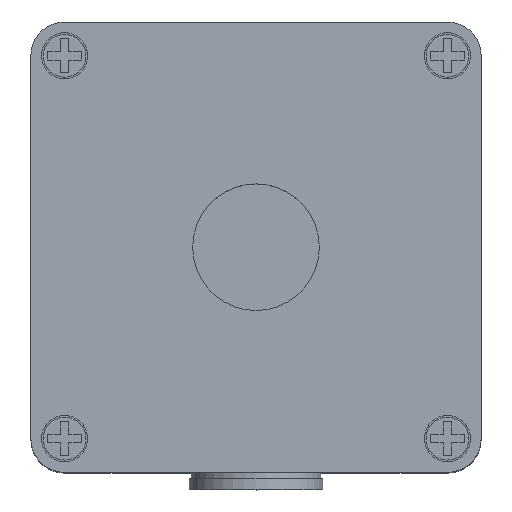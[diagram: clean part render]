
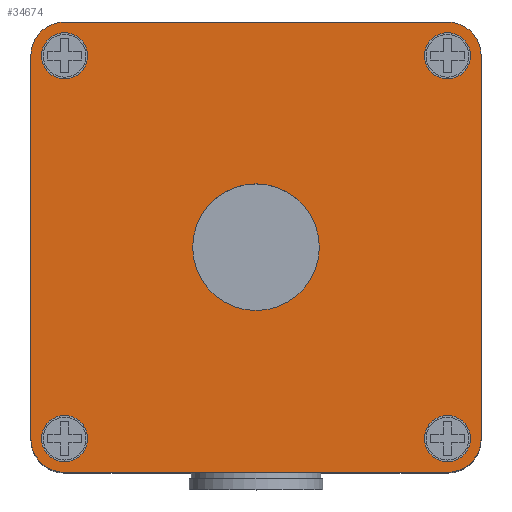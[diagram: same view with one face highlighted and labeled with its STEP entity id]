
A CAD part, top view. The second image highlights one B-rep face of the part: STEP entity #34674.
In plain terms, the highlighted planar face has unit normal (0, 0, 1).
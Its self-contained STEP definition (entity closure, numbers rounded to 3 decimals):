
#33337=CARTESIAN_POINT('',(6.,74.,6.));
#33338=DIRECTION('',(0.,0.,1.));
#33339=DIRECTION('',(0.,1.,0.));
#33340=AXIS2_PLACEMENT_3D('',#33337,#33338,#33339);
#33342=DIRECTION('',(-1.,0.,0.));
#33343=VECTOR('',#33342,68.);
#33344=CARTESIAN_POINT('',(74.,80.,6.));
#33345=LINE('',#33344,#33343);
#33346=CARTESIAN_POINT('',(74.,74.,6.));
#33347=DIRECTION('',(0.,0.,1.));
#33348=DIRECTION('',(1.,0.,0.));
#33349=AXIS2_PLACEMENT_3D('',#33346,#33347,#33348);
#33351=DIRECTION('',(0.,1.,0.));
#33352=VECTOR('',#33351,68.);
#33353=CARTESIAN_POINT('',(80.,6.,6.));
#33354=LINE('',#33353,#33352);
#33355=CARTESIAN_POINT('',(74.,6.,6.));
#33356=DIRECTION('',(0.,0.,1.));
#33357=DIRECTION('',(0.,-1.,0.));
#33358=AXIS2_PLACEMENT_3D('',#33355,#33356,#33357);
#33360=DIRECTION('',(1.,0.,0.));
#33361=VECTOR('',#33360,68.);
#33362=CARTESIAN_POINT('',(6.,0.,6.));
#33363=LINE('',#33362,#33361);
#33364=CARTESIAN_POINT('',(6.,6.,6.));
#33365=DIRECTION('',(0.,0.,1.));
#33366=DIRECTION('',(-1.,0.,0.));
#33367=AXIS2_PLACEMENT_3D('',#33364,#33365,#33366);
#33369=DIRECTION('',(0.,-1.,0.));
#33370=VECTOR('',#33369,68.);
#33371=CARTESIAN_POINT('',(0.,74.,6.));
#33372=LINE('',#33371,#33370);
#33373=CARTESIAN_POINT('',(6.,6.,6.));
#33374=DIRECTION('',(0.,0.,1.));
#33375=DIRECTION('',(1.,0.,0.));
#33376=AXIS2_PLACEMENT_3D('',#33373,#33374,#33375);
#33378=CARTESIAN_POINT('',(6.,6.,6.));
#33379=DIRECTION('',(0.,0.,1.));
#33380=DIRECTION('',(-1.,0.,0.));
#33381=AXIS2_PLACEMENT_3D('',#33378,#33379,#33380);
#33383=CARTESIAN_POINT('',(74.,6.,6.));
#33384=DIRECTION('',(0.,0.,1.));
#33385=DIRECTION('',(1.,0.,0.));
#33386=AXIS2_PLACEMENT_3D('',#33383,#33384,#33385);
#33388=CARTESIAN_POINT('',(74.,6.,6.));
#33389=DIRECTION('',(0.,0.,1.));
#33390=DIRECTION('',(-1.,0.,0.));
#33391=AXIS2_PLACEMENT_3D('',#33388,#33389,#33390);
#33393=CARTESIAN_POINT('',(74.,74.,6.));
#33394=DIRECTION('',(0.,0.,1.));
#33395=DIRECTION('',(1.,0.,0.));
#33396=AXIS2_PLACEMENT_3D('',#33393,#33394,#33395);
#33398=CARTESIAN_POINT('',(74.,74.,6.));
#33399=DIRECTION('',(0.,0.,1.));
#33400=DIRECTION('',(-1.,0.,0.));
#33401=AXIS2_PLACEMENT_3D('',#33398,#33399,#33400);
#33403=CARTESIAN_POINT('',(6.,74.,6.));
#33404=DIRECTION('',(0.,0.,1.));
#33405=DIRECTION('',(1.,0.,0.));
#33406=AXIS2_PLACEMENT_3D('',#33403,#33404,#33405);
#33408=CARTESIAN_POINT('',(6.,74.,6.));
#33409=DIRECTION('',(0.,0.,1.));
#33410=DIRECTION('',(-1.,0.,0.));
#33411=AXIS2_PLACEMENT_3D('',#33408,#33409,#33410);
#33413=CARTESIAN_POINT('',(40.,40.,6.));
#33414=DIRECTION('',(0.,0.,1.));
#33415=DIRECTION('',(1.,0.,0.));
#33416=AXIS2_PLACEMENT_3D('',#33413,#33414,#33415);
#33418=CARTESIAN_POINT('',(40.,40.,6.));
#33419=DIRECTION('',(0.,0.,1.));
#33420=DIRECTION('',(-1.,0.,0.));
#33421=AXIS2_PLACEMENT_3D('',#33418,#33419,#33420);
#34195=CARTESIAN_POINT('',(6.,80.,6.));
#34196=VERTEX_POINT('',#34195);
#34197=CARTESIAN_POINT('',(0.,74.,6.));
#34198=VERTEX_POINT('',#34197);
#34203=CARTESIAN_POINT('',(80.,74.,6.));
#34204=VERTEX_POINT('',#34203);
#34205=CARTESIAN_POINT('',(74.,80.,6.));
#34206=VERTEX_POINT('',#34205);
#34211=CARTESIAN_POINT('',(0.,6.,6.));
#34212=VERTEX_POINT('',#34211);
#34213=CARTESIAN_POINT('',(6.,0.,6.));
#34214=VERTEX_POINT('',#34213);
#34219=CARTESIAN_POINT('',(74.,0.,6.));
#34220=VERTEX_POINT('',#34219);
#34221=CARTESIAN_POINT('',(80.,6.,6.));
#34222=VERTEX_POINT('',#34221);
#34239=CARTESIAN_POINT('',(10.1,6.,6.));
#34240=CARTESIAN_POINT('',(1.9,6.,6.));
#34241=VERTEX_POINT('',#34239);
#34242=VERTEX_POINT('',#34240);
#34243=CARTESIAN_POINT('',(78.1,6.,6.));
#34244=CARTESIAN_POINT('',(69.9,6.,6.));
#34245=VERTEX_POINT('',#34243);
#34246=VERTEX_POINT('',#34244);
#34247=CARTESIAN_POINT('',(78.1,74.,6.));
#34248=CARTESIAN_POINT('',(69.9,74.,6.));
#34249=VERTEX_POINT('',#34247);
#34250=VERTEX_POINT('',#34248);
#34251=CARTESIAN_POINT('',(10.1,74.,6.));
#34252=CARTESIAN_POINT('',(1.9,74.,6.));
#34253=VERTEX_POINT('',#34251);
#34254=VERTEX_POINT('',#34252);
#34479=CARTESIAN_POINT('',(51.25,40.,6.));
#34480=CARTESIAN_POINT('',(28.75,40.,6.));
#34481=VERTEX_POINT('',#34479);
#34482=VERTEX_POINT('',#34480);
#34629=CARTESIAN_POINT('',(0.,0.,6.));
#34630=DIRECTION('',(0.,0.,1.));
#34631=DIRECTION('',(1.,0.,0.));
#34632=AXIS2_PLACEMENT_3D('',#34629,#34630,#34631);
#34633=PLANE('',#34632);
#34634=ORIENTED_EDGE('',*,*,#34525,.F.);
#34635=ORIENTED_EDGE('',*,*,#34541,.F.);
#34636=ORIENTED_EDGE('',*,*,#34554,.F.);
#34637=ORIENTED_EDGE('',*,*,#34569,.F.);
#34638=ORIENTED_EDGE('',*,*,#34582,.F.);
#34639=ORIENTED_EDGE('',*,*,#34595,.F.);
#34640=ORIENTED_EDGE('',*,*,#34610,.F.);
#34641=ORIENTED_EDGE('',*,*,#34622,.F.);
#34642=EDGE_LOOP('',(#34634,#34635,#34636,#34637,#34638,#34639,#34640,#34641));
#34643=FACE_OUTER_BOUND('',#34642,.F.);
#34645=ORIENTED_EDGE('',*,*,#34644,.T.);
#34647=ORIENTED_EDGE('',*,*,#34646,.T.);
#34648=EDGE_LOOP('',(#34645,#34647));
#34649=FACE_BOUND('',#34648,.F.);
#34651=ORIENTED_EDGE('',*,*,#34650,.T.);
#34653=ORIENTED_EDGE('',*,*,#34652,.T.);
#34654=EDGE_LOOP('',(#34651,#34653));
#34655=FACE_BOUND('',#34654,.F.);
#34657=ORIENTED_EDGE('',*,*,#34656,.T.);
#34659=ORIENTED_EDGE('',*,*,#34658,.T.);
#34660=EDGE_LOOP('',(#34657,#34659));
#34661=FACE_BOUND('',#34660,.F.);
#34663=ORIENTED_EDGE('',*,*,#34662,.T.);
#34665=ORIENTED_EDGE('',*,*,#34664,.T.);
#34666=EDGE_LOOP('',(#34663,#34665));
#34667=FACE_BOUND('',#34666,.F.);
#34669=ORIENTED_EDGE('',*,*,#34668,.T.);
#34671=ORIENTED_EDGE('',*,*,#34670,.T.);
#34672=EDGE_LOOP('',(#34669,#34671));
#34673=FACE_BOUND('',#34672,.F.);
#33341=CIRCLE('',#33340,6.);
#33350=CIRCLE('',#33349,6.);
#33359=CIRCLE('',#33358,6.);
#33368=CIRCLE('',#33367,6.);
#33377=CIRCLE('',#33376,4.1);
#33382=CIRCLE('',#33381,4.1);
#33387=CIRCLE('',#33386,4.1);
#33392=CIRCLE('',#33391,4.1);
#33397=CIRCLE('',#33396,4.1);
#33402=CIRCLE('',#33401,4.1);
#33407=CIRCLE('',#33406,4.1);
#33412=CIRCLE('',#33411,4.1);
#33417=CIRCLE('',#33416,11.25);
#33422=CIRCLE('',#33421,11.25);
#34525=EDGE_CURVE('',#34196,#34198,#33341,.T.);
#34541=EDGE_CURVE('',#34206,#34196,#33345,.T.);
#34554=EDGE_CURVE('',#34204,#34206,#33350,.T.);
#34569=EDGE_CURVE('',#34222,#34204,#33354,.T.);
#34582=EDGE_CURVE('',#34220,#34222,#33359,.T.);
#34595=EDGE_CURVE('',#34214,#34220,#33363,.T.);
#34610=EDGE_CURVE('',#34212,#34214,#33368,.T.);
#34622=EDGE_CURVE('',#34198,#34212,#33372,.T.);
#34644=EDGE_CURVE('',#34241,#34242,#33377,.T.);
#34646=EDGE_CURVE('',#34242,#34241,#33382,.T.);
#34650=EDGE_CURVE('',#34245,#34246,#33387,.T.);
#34652=EDGE_CURVE('',#34246,#34245,#33392,.T.);
#34656=EDGE_CURVE('',#34249,#34250,#33397,.T.);
#34658=EDGE_CURVE('',#34250,#34249,#33402,.T.);
#34662=EDGE_CURVE('',#34253,#34254,#33407,.T.);
#34664=EDGE_CURVE('',#34254,#34253,#33412,.T.);
#34668=EDGE_CURVE('',#34481,#34482,#33417,.T.);
#34670=EDGE_CURVE('',#34482,#34481,#33422,.T.);
#34674=ADVANCED_FACE('',(#34643,#34649,#34655,#34661,#34667,#34673),#34633,.T.);
